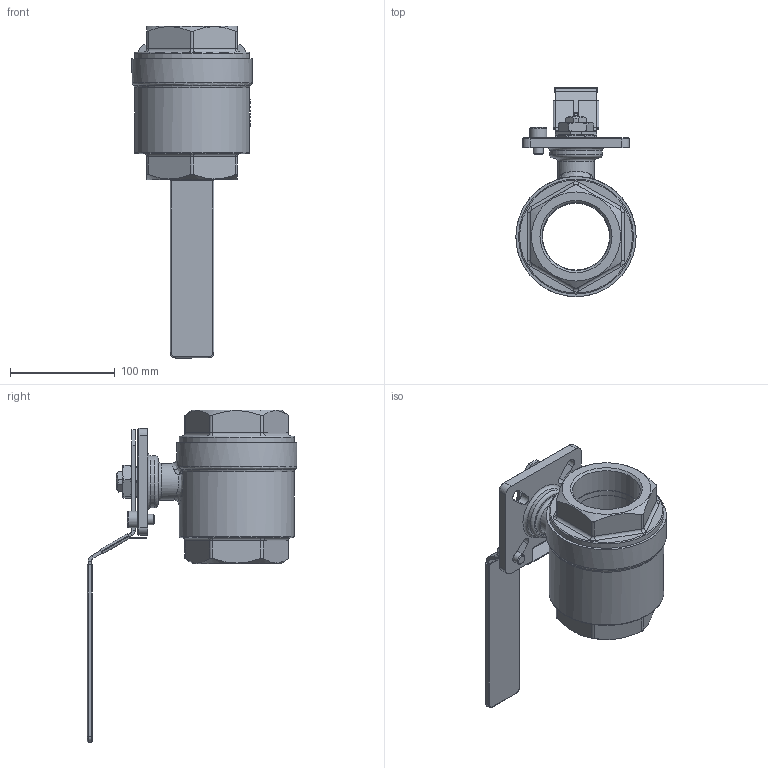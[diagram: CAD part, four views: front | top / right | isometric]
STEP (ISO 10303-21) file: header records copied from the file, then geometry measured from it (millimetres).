
FILE_DESCRIPTION(/* description */ (''),/* implementation_level */ '2;1');
FILE_NAME(/* name */ 'DN65_3D_STEP.stp',/* time_stamp */ '2024-03-21T17:56:37+03:00',/* author */ ('igorr'),/* organization */ (''),/* preprocessor_version */ 'ST-DEVELOPER v19.2',/* originating_system */ 'Autodesk Inventor 2023',/* authorisation */ '');
FILE_SCHEMA (('AUTOMOTIVE_DESIGN { 1 0 10303 214 3 1 1 }'));
Length unit declared in the file: millimetre
Products named in the file (6): Сборка; Деталь1; Деталь6; Деталь7; BS 3692 - M20; AS 1420 - 1973 - M10 x 16
Assembly tree (6 placements, depth 2):
  Сборка
    Деталь1
    Деталь6
    Деталь7
    BS 3692 - M20  x2
    AS 1420 - 1973 - M10 x 16
Bounding box: 115 x 200.5 x 317.67 mm (x, y, z)
Volume: 973132.4 mm3; surface area: 171721.8 mm2
Topology: 6 solids, 6 shells, 433 faces, 1042 edges, 646 vertices
Faces by surface type: plane 217, cylinder 98, bspline 54, cone 35, torus 29
Full cylindrical faces by diameter (mm): 1 x1, 5 x1, 8 x1, 10 x1, 16 x1, 17.294 x2, 35 x1, 40 x1, 50 x1, 64 x1, 65 x3, 110 x2, 115 x1
Entity records: 13728 total; most frequent: CARTESIAN_POINT 3845, ORIENTED_EDGE 1978, DIRECTION 1823, EDGE_CURVE 989, AXIS2_PLACEMENT_3D 636, VERTEX_POINT 617, LINE 551, VECTOR 551
